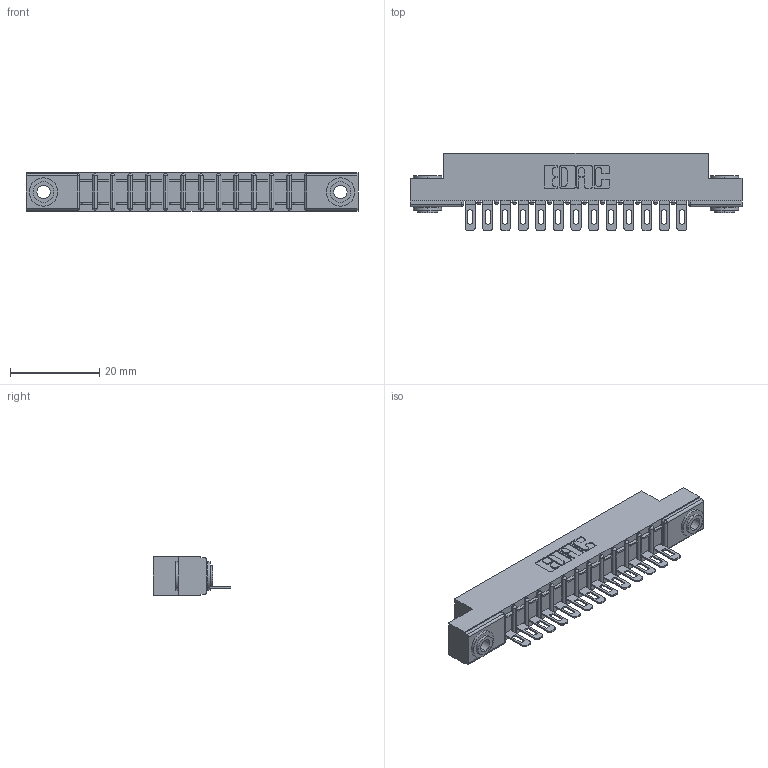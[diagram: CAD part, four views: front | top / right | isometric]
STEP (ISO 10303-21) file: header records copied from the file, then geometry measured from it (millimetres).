
FILE_DESCRIPTION (( 'STEP AP203' ), '1' );
FILE_NAME ('357-013-401-103.STEP', '2020-09-30T14:11:58', ( '' ), ( '' ), 'SwSTEP 2.0', 'SolidWorks 2020', '' );
FILE_SCHEMA (( 'CONFIG_CONTROL_DESIGN' ));
Length unit declared in the file: inch
Products named in the file (4): 307 Part_.156 Dia Mounting Holes; 307-290-002_501; 357-013-401-103; 345-250-002_345-250-002-102
Assembly tree (16 placements, depth 2):
  357-013-401-103
    307 Part_.156 Dia Mounting Holes
    307-290-002_501  x13
    345-250-002_345-250-002-102  x2
Bounding box: 74.52 x 17.42 x 8.71 mm (x, y, z)
Volume: 4927.8 mm3; surface area: 8793.9 mm2
Topology: 16 solids, 16 shells, 1172 faces, 3529 edges, 2310 vertices
Faces by surface type: plane 666, cylinder 470, sphere 28, cone 8
Entity records: 16579 total; most frequent: CARTESIAN_POINT 2769, ORIENTED_EDGE 2750, DIRECTION 2723, EDGE_CURVE 1375, VECTOR 1027, LINE 1027, VERTEX_POINT 894, AXIS2_PLACEMENT_3D 848
